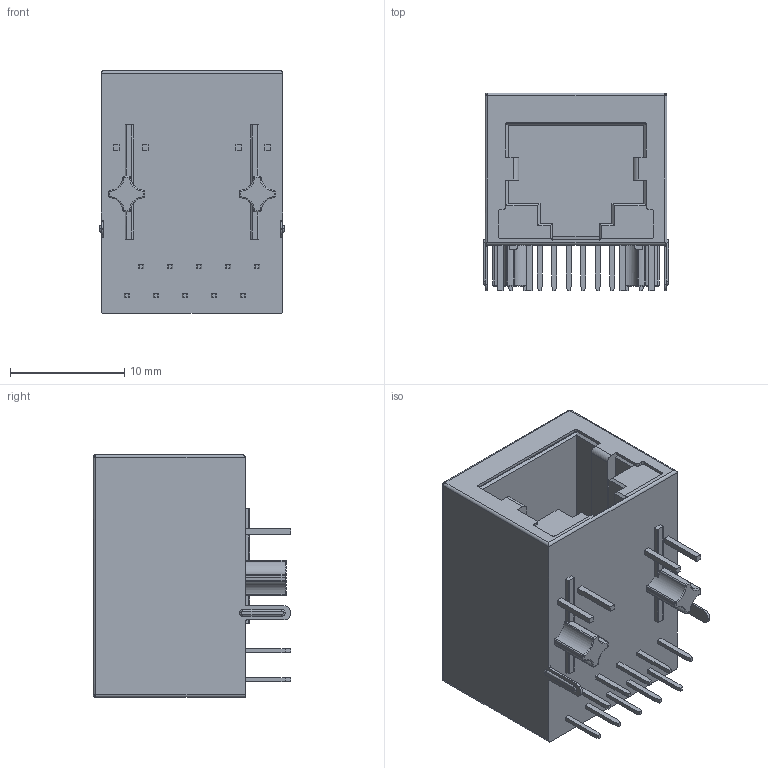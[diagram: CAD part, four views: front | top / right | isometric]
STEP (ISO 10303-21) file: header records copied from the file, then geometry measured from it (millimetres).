
FILE_DESCRIPTION (( 'STEP AP203' ), '1' );
FILE_NAME ('TMJG4933HENL.STEP', '2024-08-20T10:50:32', ( '' ), ( '' ), 'SwSTEP 2.0', 'SolidWorks 2023', '' );
FILE_SCHEMA (( 'CONFIG_CONTROL_DESIGN' ));
Length unit declared in the file: millimetre
Products named in the file (1): TMJG4933HENL
Bounding box: 16.23 x 17.3 x 21.25 mm (x, y, z)
Volume: 3633 mm3; surface area: 2312.7 mm2
Topology: 9 solids, 9 shells, 686 faces, 1807 edges, 1162 vertices
Faces by surface type: plane 430, bspline 137, cylinder 79, sphere 24, torus 16
Entity records: 27190 total; most frequent: CARTESIAN_POINT 11079, ORIENTED_EDGE 3566, DIRECTION 2833, EDGE_CURVE 1783, LINE 1281, VECTOR 1281, VERTEX_POINT 1162, AXIS2_PLACEMENT_3D 776
